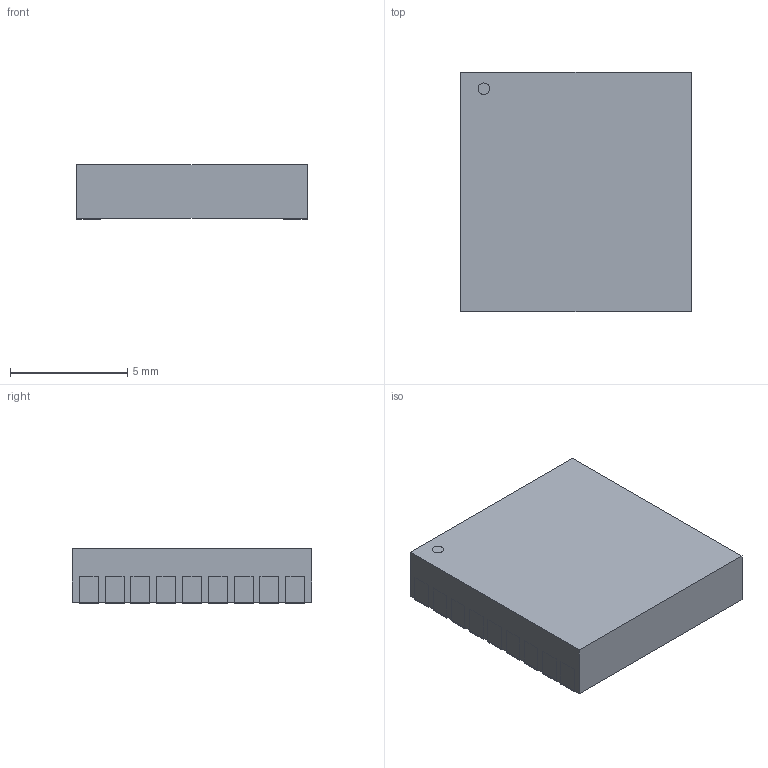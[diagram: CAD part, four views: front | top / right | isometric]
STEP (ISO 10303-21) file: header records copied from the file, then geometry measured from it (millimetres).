
FILE_DESCRIPTION(('STEP AP214'),'1');
FILE_NAME('LCC-18_9P7X10P1_STM','2025-09-28T07:22:54',(''),(''),'','','');
FILE_SCHEMA(('AUTOMOTIVE_DESIGN'));
Length unit declared in the file: millimetre
Products named in the file (1): product
Bounding box: 9.8 x 10.2 x 2.34 mm (x, y, z)
Volume: 229.3 mm3; surface area: 356.7 mm2
Topology: 20 solids, 20 shells, 153 faces, 303 edges, 190 vertices
Faces by surface type: plane 152, cylinder 1
Full cylindrical faces by diameter (mm): 0.49 x1
Entity records: 4081 total; most frequent: ORIENTED_EDGE 676, DIRECTION 650, CARTESIAN_POINT 383, EDGE_CURVE 338, LINE 336, VECTOR 336, VERTEX_POINT 226, AXIS2_PLACEMENT_3D 157
